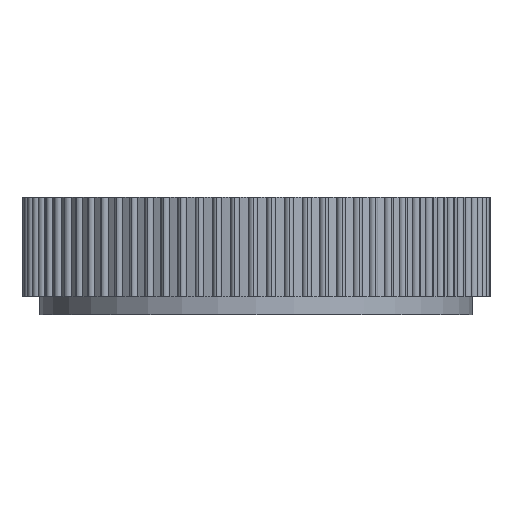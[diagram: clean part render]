
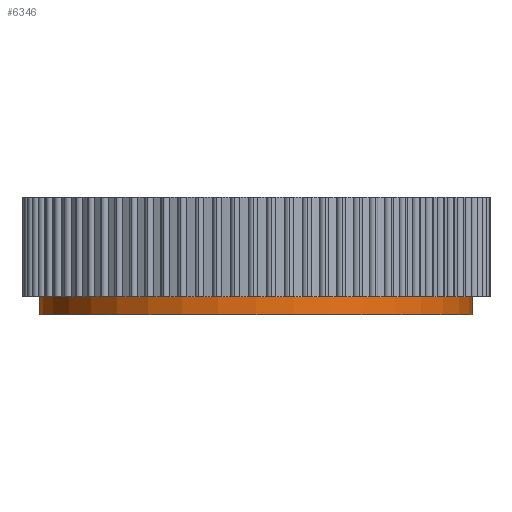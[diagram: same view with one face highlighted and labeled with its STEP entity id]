
A CAD part, front view. The second image highlights one B-rep face of the part: STEP entity #6346.
In plain terms, the highlighted cylindrical face has radius 12 mm (diameter 24 mm), a full revolution.
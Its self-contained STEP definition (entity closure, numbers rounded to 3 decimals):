
#973 = EDGE_CURVE('',#974,#974,#976,.T.);
#974 = VERTEX_POINT('',#975);
#975 = CARTESIAN_POINT('',(12.,0.,5.5));
#976 = CIRCLE('',#977,12.);
#977 = AXIS2_PLACEMENT_3D('',#978,#979,#980);
#978 = CARTESIAN_POINT('',(0.,0.,5.5));
#979 = DIRECTION('',(0.,0.,-1.));
#980 = DIRECTION('',(1.,0.,0.));
#6346 = ADVANCED_FACE('',(#6347),#6366,.T.);
#6347 = FACE_BOUND('',#6348,.F.);
#6348 = EDGE_LOOP('',(#6349,#6357,#6364,#6365));
#6349 = ORIENTED_EDGE('',*,*,#6350,.T.);
#6350 = EDGE_CURVE('',#974,#6351,#6353,.T.);
#6351 = VERTEX_POINT('',#6352);
#6352 = CARTESIAN_POINT('',(12.,0.,4.5));
#6353 = LINE('',#6354,#6355);
#6354 = CARTESIAN_POINT('',(12.,0.,5.5));
#6355 = VECTOR('',#6356,1.);
#6356 = DIRECTION('',(0.,0.,-1.));
#6357 = ORIENTED_EDGE('',*,*,#6358,.T.);
#6358 = EDGE_CURVE('',#6351,#6351,#6359,.T.);
#6359 = CIRCLE('',#6360,12.);
#6360 = AXIS2_PLACEMENT_3D('',#6361,#6362,#6363);
#6361 = CARTESIAN_POINT('',(0.,0.,4.5)
  );
#6362 = DIRECTION('',(0.,0.,-1.));
#6363 = DIRECTION('',(1.,0.,0.));
#6364 = ORIENTED_EDGE('',*,*,#6350,.F.);
#6365 = ORIENTED_EDGE('',*,*,#973,.F.);
#6366 = CYLINDRICAL_SURFACE('',#6367,12.);
#6367 = AXIS2_PLACEMENT_3D('',#6368,#6369,#6370);
#6368 = CARTESIAN_POINT('',(0.,0.,5.5)
  );
#6369 = DIRECTION('',(0.,0.,1.));
#6370 = DIRECTION('',(1.,0.,0.));
